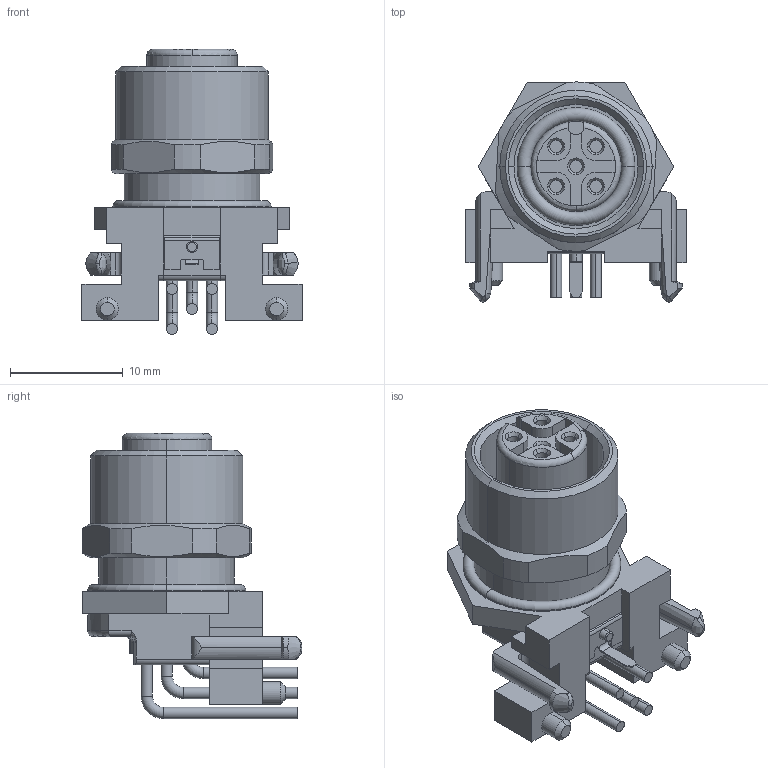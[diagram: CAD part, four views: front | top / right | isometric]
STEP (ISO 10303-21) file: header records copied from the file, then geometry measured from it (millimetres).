
FILE_DESCRIPTION(('STEP AP242'),'1');
FILE_NAME('4-2172079-2.stp','2022-08-26T12:53:24',('TraceParts'),('TraceParts S.A.'),'Spatial InterOp 3D',' ',' ');
FILE_SCHEMA(('AP242_MANAGED_MODEL_BASED_3D_ENGINEERING_MIM_LF {1 0 10303 442 1 1 4}'));
Length unit declared in the file: millimetre
Products named in the file (1): 4-2172079-2
Bounding box: 19.5 x 19.49 x 25.27 mm (x, y, z)
Volume: 2863 mm3; surface area: 2634.8 mm2
Topology: 1 solids, 1 shells, 291 faces, 743 edges, 470 vertices
Faces by surface type: plane 112, cylinder 102, cone 41, torus 23, bspline 13
Entity records: 16736 total; most frequent: CARTESIAN_POINT 9745, ORIENTED_EDGE 1486, DIRECTION 1439, EDGE_CURVE 743, AXIS2_PLACEMENT_3D 531, VERTEX_POINT 470, LINE 377, VECTOR 377
